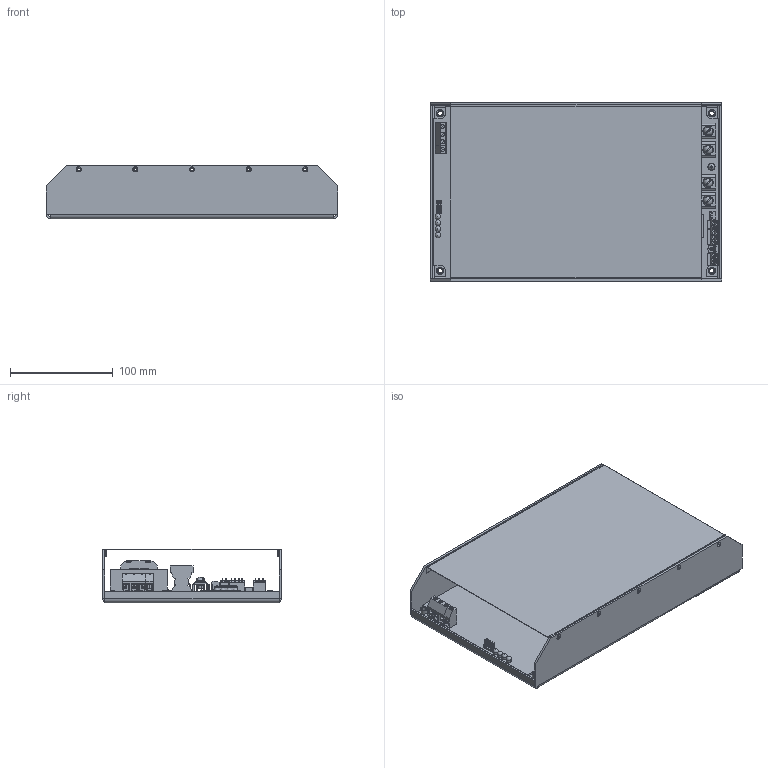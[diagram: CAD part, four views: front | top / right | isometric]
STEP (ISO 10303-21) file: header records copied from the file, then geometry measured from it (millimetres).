
FILE_DESCRIPTION(('STEP AP214'), '1');
FILE_NAME('ÀÍÆÅ 469643 010 - Ïëàòà â êîðïóñå (2)', '', ('UNSPECIFIED'), ('UNSPECIFIED'), 'ASCON STEP Converter 1.6', 'ASCON Math Kernel', '');
FILE_SCHEMA(('AUTOMOTIVE_DESIGN { 1 0 10303 214 3 1 1}'));
Length unit declared in the file: millimetre
Products named in the file (39): 櫛ち.469643.010; 櫛ち.301314.019; 櫛ち.745322.049; 購葠.713111.030; 櫛ち.713111.008; AK710_3-7,5-V-Green; User Library-TO247_body; BD08_SW0001; 櫛ち.741121.018; 櫛ち.741121.019; 櫛ち.741121.020; 櫛ち.741121.020-01; 櫛ち.745322.039
Assembly tree (119 placements, depth 4):
  櫛ち.469643.010
    櫛ち.301314.019
      櫛ち.745322.049
      購葠.713111.030  x13
      櫛ち.713111.008  x4
    (unnamed)
      (unnamed)
      (unnamed)  x4
      (unnamed)
      (unnamed)
      (unnamed)
      (unnamed)
      AK710_3-7,5-V-Green
      (unnamed)
      (unnamed)
      (unnamed)
      (unnamed)  x4
      (unnamed)  x4
      (unnamed)  x4
      (unnamed)
        (unnamed)  x2
        (unnamed)
      (unnamed)
      (unnamed)  x5
      (unnamed)  x5
      (unnamed)  x5
      (unnamed)  x2
        User Library-TO247_body
      (unnamed)  x5
      (unnamed)  x2
      BD08_SW0001
      (unnamed)  x2
    (unnamed)  x12
    (unnamed)  x12
    (unnamed)  x12
    櫛ち.741121.018
    櫛ち.741121.019
    櫛ち.741121.020
    櫛ち.741121.020-01
    櫛ち.745322.039
Bounding box: 283 x 173 x 52 mm (x, y, z)
Volume: 392204.4 mm3; surface area: 420506.1 mm2
Topology: 163 solids, 163 shells, 4130 faces, 10652 edges, 6931 vertices
Faces by surface type: plane 3063, cylinder 785, torus 104, cone 89, bspline 73, sphere 16
Full cylindrical faces by diameter (mm): 0.586 x1, 1 x1, 1.4 x6, 2.459 x5, 2.621 x13, 2.7 x20, 2.8 x9, 3 x17, 3.175 x1, 3.2 x42, 3.4 x18, 3.65 x2, 4 x4, 4.2 x4, 4.3 x4, 4.5 x26, 5 x14, 5.1 x4, 5.5 x24, 6 x13, 6.6 x4, 7 x21, 8.5 x4, 10 x4, 13.45 x2
Entity records: 115393 total; most frequent: CARTESIAN_POINT 23243, ORIENTED_EDGE 13934, DIRECTION 12938, EDGE_CURVE 6967, LINE 5782, VECTOR 5782, VERTEX_POINT 4633, AXIS2_PLACEMENT_3D 3578
